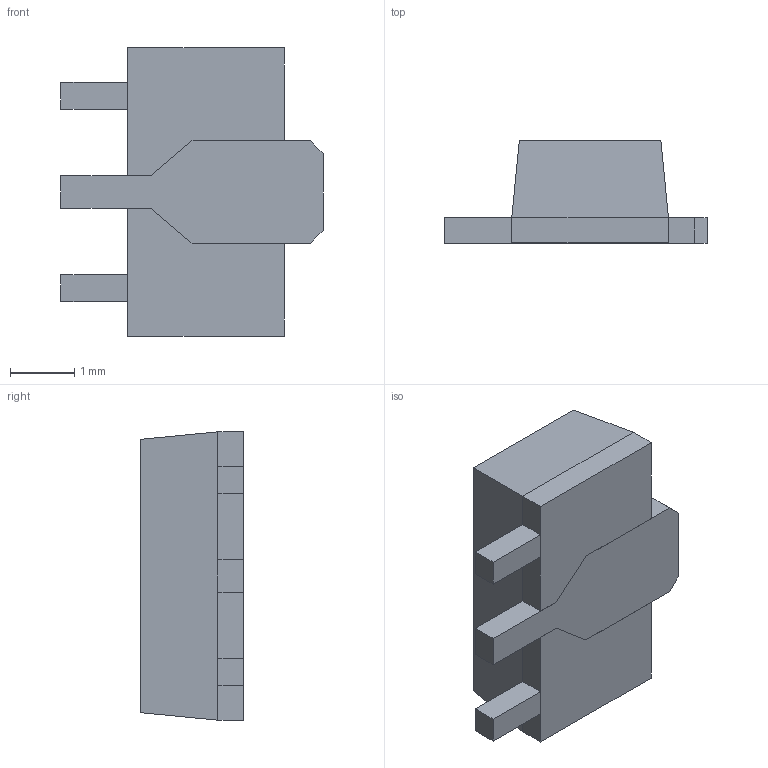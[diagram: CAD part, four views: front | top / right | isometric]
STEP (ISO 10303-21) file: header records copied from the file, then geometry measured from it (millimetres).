
FILE_DESCRIPTION (( 'STEP AP214' ), '1' );
FILE_NAME ('TS5204CY50 RMG.STEP', '2022-02-04T12:22:55', ( '' ), ( '' ), 'SwSTEP 2.0', 'SolidWorks 2017', '' );
FILE_SCHEMA (( 'AUTOMOTIVE_DESIGN' ));
Length unit declared in the file: millimetre
Products named in the file (2): TS5204CY50 RMG; TS5204CY50 RMG_TS5204CY50 RMG
Assembly tree (1 placements, depth 2):
  TS5204CY50 RMG
    TS5204CY50 RMG_TS5204CY50 RMG
Bounding box: 4.09 x 1.6 x 4.5 mm (x, y, z)
Volume: 17.6 mm3; surface area: 60.9 mm2
Topology: 4 solids, 4 shells, 44 faces, 100 edges, 64 vertices
Faces by surface type: plane 44
Entity records: 1293 total; most frequent: CARTESIAN_POINT 212, ORIENTED_EDGE 200, DIRECTION 196, LINE 100, VECTOR 100, EDGE_CURVE 100, VERTEX_POINT 64, AXIS2_PLACEMENT_3D 48
